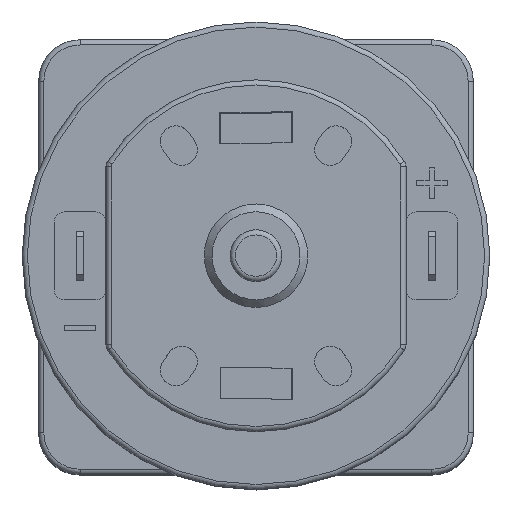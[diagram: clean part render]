
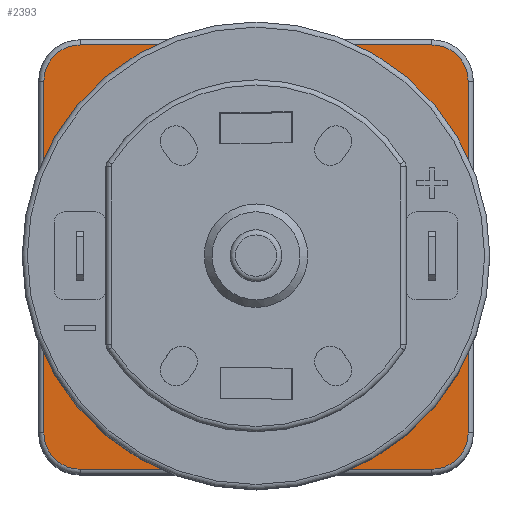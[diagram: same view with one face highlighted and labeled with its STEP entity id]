
A CAD part, top view. The second image highlights one B-rep face of the part: STEP entity #2393.
In plain terms, the highlighted planar face has unit normal (0, 0, 1).
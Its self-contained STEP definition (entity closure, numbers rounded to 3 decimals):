
#1170=LINE('',#13512,#1777);
#1171=LINE('',#13520,#1778);
#1173=LINE('',#13532,#1780);
#1188=LINE('',#13584,#1795);
#1777=VECTOR('',#10615,1.);
#1778=VECTOR('',#10626,1.);
#1780=VECTOR('',#10640,1.);
#1795=VECTOR('',#10699,1.);
#2393=ADVANCED_FACE('',(#3070,#3071,#3072,#3073),#2772,.T.);
#2772=PLANE('',#9018);
#3070=FACE_BOUND('',#3539,.T.);
#3071=FACE_BOUND('',#3540,.T.);
#3072=FACE_BOUND('',#3541,.T.);
#3073=FACE_BOUND('',#3542,.T.);
#3539=EDGE_LOOP('',(#4984,#4985,#4986,#4987,#4988,#4989,#4990,#4991));
#3540=EDGE_LOOP('',(#4992));
#3541=EDGE_LOOP('',(#4993));
#3542=EDGE_LOOP('',(#4994));
#4984=ORIENTED_EDGE('',*,*,#7480,.T.);
#4985=ORIENTED_EDGE('',*,*,#7459,.T.);
#4986=ORIENTED_EDGE('',*,*,#7454,.T.);
#4987=ORIENTED_EDGE('',*,*,#7451,.T.);
#4988=ORIENTED_EDGE('',*,*,#7448,.T.);
#4989=ORIENTED_EDGE('',*,*,#7447,.T.);
#4990=ORIENTED_EDGE('',*,*,#7444,.T.);
#4991=ORIENTED_EDGE('',*,*,#7441,.T.);
#4992=ORIENTED_EDGE('',*,*,#7482,.T.);
#4993=ORIENTED_EDGE('',*,*,#7483,.T.);
#4994=ORIENTED_EDGE('',*,*,#7481,.T.);
#6497=VERTEX_POINT('',#13500);
#6500=VERTEX_POINT('',#13505);
#6501=VERTEX_POINT('',#13509);
#6504=VERTEX_POINT('',#13516);
#6505=VERTEX_POINT('',#13521);
#6507=VERTEX_POINT('',#13527);
#6509=VERTEX_POINT('',#13533);
#6511=VERTEX_POINT('',#13539);
#6524=VERTEX_POINT('',#13587);
#6525=VERTEX_POINT('',#13590);
#6526=VERTEX_POINT('',#13592);
#7441=EDGE_CURVE('',#6497,#6500,#8268,.T.);
#7444=EDGE_CURVE('',#6501,#6497,#1170,.T.);
#7447=EDGE_CURVE('',#6504,#6501,#8272,.T.);
#7448=EDGE_CURVE('',#6505,#6504,#1171,.T.);
#7451=EDGE_CURVE('',#6507,#6505,#8274,.T.);
#7454=EDGE_CURVE('',#6509,#6507,#1173,.T.);
#7459=EDGE_CURVE('',#6511,#6509,#8280,.T.);
#7480=EDGE_CURVE('',#6500,#6511,#1188,.T.);
#7481=EDGE_CURVE('',#6524,#6524,#8288,.T.);
#7482=EDGE_CURVE('',#6525,#6525,#8289,.T.);
#7483=EDGE_CURVE('',#6526,#6526,#8290,.T.);
#8268=CIRCLE('',#8977,3.5);
#8272=CIRCLE('',#8983,3.5);
#8274=CIRCLE('',#8987,3.5);
#8280=CIRCLE('',#8995,3.5);
#8288=CIRCLE('',#9014,2.);
#8289=CIRCLE('',#9016,9.325);
#8290=CIRCLE('',#9017,2.);
#8977=AXIS2_PLACEMENT_3D('',#13506,#10608,#10609);
#8983=AXIS2_PLACEMENT_3D('',#13518,#10622,#10623);
#8987=AXIS2_PLACEMENT_3D('',#13526,#10632,#10633);
#8995=AXIS2_PLACEMENT_3D('',#13542,#10650,#10651);
#9014=AXIS2_PLACEMENT_3D('',#13586,#10702,#10703);
#9016=AXIS2_PLACEMENT_3D('',#13589,#10706,#10707);
#9017=AXIS2_PLACEMENT_3D('',#13591,#10708,#10709);
#9018=AXIS2_PLACEMENT_3D('',#13593,#10710,#10711);
#10608=DIRECTION('',(0.,0.,1.));
#10609=DIRECTION('',(1.,0.,0.));
#10615=DIRECTION('',(0.,-1.,0.));
#10622=DIRECTION('',(0.,0.,1.));
#10623=DIRECTION('',(1.,0.,0.));
#10626=DIRECTION('',(-1.,0.,0.));
#10632=DIRECTION('',(0.,0.,1.));
#10633=DIRECTION('',(1.,0.,0.));
#10640=DIRECTION('',(0.,1.,0.));
#10650=DIRECTION('',(0.,0.,1.));
#10651=DIRECTION('',(1.,0.,0.));
#10699=DIRECTION('',(1.,0.,0.));
#10702=DIRECTION('',(0.,0.,-1.));
#10703=DIRECTION('',(-1.,0.,0.));
#10706=DIRECTION('',(0.,0.,-1.));
#10707=DIRECTION('',(1.,0.,0.));
#10708=DIRECTION('',(0.,0.,-1.));
#10709=DIRECTION('',(1.,0.,0.));
#10710=DIRECTION('',(0.,0.,1.));
#10711=DIRECTION('',(1.,0.,0.));
#13500=CARTESIAN_POINT('',(-1.,2.5,12.5));
#13505=CARTESIAN_POINT('',(2.5,-1.,12.5));
#13506=CARTESIAN_POINT('',(2.5,2.5,12.5));
#13509=CARTESIAN_POINT('',(-1.,36.5,12.5));
#13512=CARTESIAN_POINT('',(-1.,19.5,12.5));
#13516=CARTESIAN_POINT('',(2.5,40.,12.5));
#13518=CARTESIAN_POINT('',(2.5,36.5,12.5));
#13520=CARTESIAN_POINT('',(19.5,40.,12.5));
#13521=CARTESIAN_POINT('',(36.5,40.,12.5));
#13526=CARTESIAN_POINT('',(36.5,36.5,12.5));
#13527=CARTESIAN_POINT('',(40.,36.5,12.5));
#13532=CARTESIAN_POINT('',(40.,19.5,12.5));
#13533=CARTESIAN_POINT('',(40.,2.5,12.5));
#13539=CARTESIAN_POINT('',(36.5,-1.,12.5));
#13542=CARTESIAN_POINT('',(36.5,2.5,12.5));
#13584=CARTESIAN_POINT('',(19.5,-1.,12.5));
#13586=CARTESIAN_POINT('',(19.5,34.,12.5));
#13587=CARTESIAN_POINT('',(17.5,34.,12.5));
#13589=CARTESIAN_POINT('',(19.5,19.5,12.5));
#13590=CARTESIAN_POINT('',(28.825,19.5,12.5));
#13591=CARTESIAN_POINT('',(19.5,5.,12.5));
#13592=CARTESIAN_POINT('',(21.5,5.,12.5));
#13593=CARTESIAN_POINT('',(19.5,19.5,12.5));
